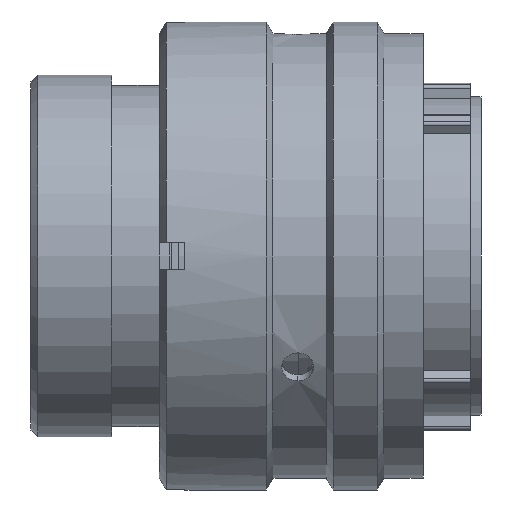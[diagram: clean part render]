
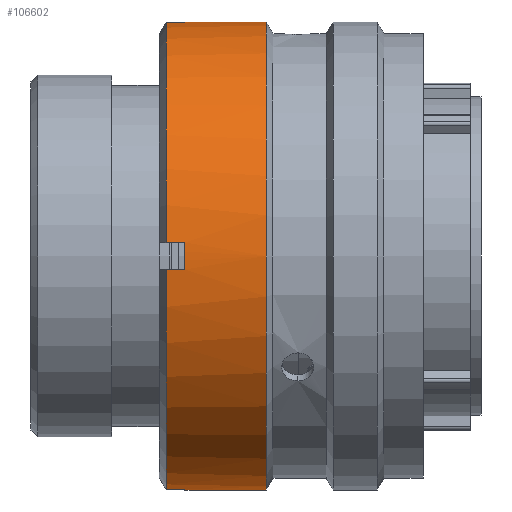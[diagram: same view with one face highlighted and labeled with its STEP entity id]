
A CAD part, front view. The second image highlights one B-rep face of the part: STEP entity #106602.
In plain terms, the highlighted cylindrical face has radius 17.35 mm (diameter 34.7 mm), a partial arc.
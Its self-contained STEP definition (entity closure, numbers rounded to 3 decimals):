
#705 = CARTESIAN_POINT ( 'NONE',  ( 10.02, -17.321, 1. ) ) ;
#820 = CARTESIAN_POINT ( 'NONE',  ( 11.42, 0., -17.35 ) ) ;
#1056 = CARTESIAN_POINT ( 'NONE',  ( 10.02, 0., 0. ) ) ;
#1855 = AXIS2_PLACEMENT_3D ( 'NONE', #38589, #13377, #72218 ) ;
#2846 = CARTESIAN_POINT ( 'NONE',  ( 10.02, 0., 0. ) ) ;
#2849 = CARTESIAN_POINT ( 'NONE',  ( 11.42, -1., 17.321 ) ) ;
#3250 = AXIS2_PLACEMENT_3D ( 'NONE', #2846, #61710, #97039 ) ;
#4059 = EDGE_CURVE ( 'NONE', #24356, #106337, #103860, .T. ) ;
#4448 = CARTESIAN_POINT ( 'NONE',  ( 10.02, -1., 17.321 ) ) ;
#6658 = VERTEX_POINT ( 'NONE', #4448 ) ;
#7167 = CARTESIAN_POINT ( 'NONE',  ( 11.42, 0., 0. ) ) ;
#7662 = ORIENTED_EDGE ( 'NONE', *, *, #45622, .T. ) ;
#7886 = AXIS2_PLACEMENT_3D ( 'NONE', #7167, #67544, #15819 ) ;
#8377 = CARTESIAN_POINT ( 'NONE',  ( 17.44, 0., 0. ) ) ;
#9173 = VERTEX_POINT ( 'NONE', #705 ) ;
#13377 = DIRECTION ( 'NONE',  ( 1., 0., 0. ) ) ;
#13971 = VERTEX_POINT ( 'NONE', #109953 ) ;
#15745 = DIRECTION ( 'NONE',  ( 1., 0., 0. ) ) ;
#15819 = DIRECTION ( 'NONE',  ( 0., 0., 1. ) ) ;
#16543 = DIRECTION ( 'NONE',  ( -1., 0., 0. ) ) ;
#17001 = DIRECTION ( 'NONE',  ( 0., 0., -1. ) ) ;
#18059 = VECTOR ( 'NONE', #57771, 1000. ) ;
#19225 = ORIENTED_EDGE ( 'NONE', *, *, #99134, .T. ) ;
#21647 = EDGE_CURVE ( 'NONE', #9173, #101467, #103026, .T. ) ;
#24133 = ORIENTED_EDGE ( 'NONE', *, *, #60288, .F. ) ;
#24356 = VERTEX_POINT ( 'NONE', #820 ) ;
#24408 = ORIENTED_EDGE ( 'NONE', *, *, #100388, .T. ) ;
#24613 = LINE ( 'NONE', #24866, #106905 ) ;
#24866 = CARTESIAN_POINT ( 'NONE',  ( 29.07, -17.321, -1. ) ) ;
#24961 = DIRECTION ( 'NONE',  ( 1., 0., 0. ) ) ;
#24962 = VERTEX_POINT ( 'NONE', #54986 ) ;
#26046 = EDGE_CURVE ( 'NONE', #54387, #32262, #85072, .T. ) ;
#27121 = ORIENTED_EDGE ( 'NONE', *, *, #40933, .T. ) ;
#28244 = CIRCLE ( 'NONE', #95029, 17.35 ) ;
#31337 = DIRECTION ( 'NONE',  ( 0., 0., 1. ) ) ;
#32262 = VERTEX_POINT ( 'NONE', #2849 ) ;
#32940 = CARTESIAN_POINT ( 'NONE',  ( 11.42, -1., -17.321 ) ) ;
#33812 = EDGE_LOOP ( 'NONE', ( #24133, #107753, #99666, #24408, #65925, #111221, #97598, #7662, #27121, #19225, #70515, #97647 ) ) ;
#35178 = CARTESIAN_POINT ( 'NONE',  ( 29.07, 0., -17.35 ) ) ;
#35360 = EDGE_CURVE ( 'NONE', #32262, #6658, #100151, .T. ) ;
#36528 = FACE_OUTER_BOUND ( 'NONE', #33812, .T. ) ;
#37634 = CARTESIAN_POINT ( 'NONE',  ( 17.44, 0., -17.35 ) ) ;
#38015 = VERTEX_POINT ( 'NONE', #76454 ) ;
#38589 = CARTESIAN_POINT ( 'NONE',  ( 11.42, 0., 0. ) ) ;
#39610 = DIRECTION ( 'NONE',  ( 1., 0., 0. ) ) ;
#40016 = CARTESIAN_POINT ( 'NONE',  ( 11.42, 0., 0. ) ) ;
#40933 = EDGE_CURVE ( 'NONE', #24962, #47376, #91938, .T. ) ;
#43531 = CIRCLE ( 'NONE', #74499, 17.35 ) ;
#45622 = EDGE_CURVE ( 'NONE', #80154, #24962, #28244, .T. ) ;
#45804 = CIRCLE ( 'NONE', #3250, 17.35 ) ;
#47376 = VERTEX_POINT ( 'NONE', #32940 ) ;
#50139 = VECTOR ( 'NONE', #15745, 1000. ) ;
#50206 = CARTESIAN_POINT ( 'NONE',  ( 29.07, -17.321, 1. ) ) ;
#50341 = VECTOR ( 'NONE', #16543, 1000. ) ;
#54387 = VERTEX_POINT ( 'NONE', #110194 ) ;
#54986 = CARTESIAN_POINT ( 'NONE',  ( 10.02, -1., -17.321 ) ) ;
#57771 = DIRECTION ( 'NONE',  ( 1., 0., 0. ) ) ;
#60288 = EDGE_CURVE ( 'NONE', #54387, #38015, #100387, .T. ) ;
#61579 = CARTESIAN_POINT ( 'NONE',  ( 10.02, -17.321, -1. ) ) ;
#61710 = DIRECTION ( 'NONE',  ( 1., 0., 0. ) ) ;
#62092 = VECTOR ( 'NONE', #103847, 1000. ) ;
#65809 = CARTESIAN_POINT ( 'NONE',  ( 29.07, 0., 17.35 ) ) ;
#65925 = ORIENTED_EDGE ( 'NONE', *, *, #21647, .T. ) ;
#67544 = DIRECTION ( 'NONE',  ( 1., 0., 0. ) ) ;
#70515 = ORIENTED_EDGE ( 'NONE', *, *, #4059, .T. ) ;
#72218 = DIRECTION ( 'NONE',  ( 0., 0., 1. ) ) ;
#74499 = AXIS2_PLACEMENT_3D ( 'NONE', #40016, #39610, #31337 ) ;
#75765 = CARTESIAN_POINT ( 'NONE',  ( 29.07, -1., 17.321 ) ) ;
#76454 = CARTESIAN_POINT ( 'NONE',  ( 17.44, 0., 17.35 ) ) ;
#80154 = VERTEX_POINT ( 'NONE', #61579 ) ;
#81328 = CARTESIAN_POINT ( 'NONE',  ( 29.07, -1., -17.321 ) ) ;
#85072 = CIRCLE ( 'NONE', #7886, 17.35 ) ;
#85198 = DIRECTION ( 'NONE',  ( -1., 0., 0. ) ) ;
#86678 = EDGE_CURVE ( 'NONE', #38015, #106337, #98454, .T. ) ;
#87315 = DIRECTION ( 'NONE',  ( 0., 0., -1. ) ) ;
#88695 = AXIS2_PLACEMENT_3D ( 'NONE', #8377, #24961, #17001 ) ;
#91938 = LINE ( 'NONE', #81328, #50139 ) ;
#92685 = DIRECTION ( 'NONE',  ( 1., 0., 0. ) ) ;
#95029 = AXIS2_PLACEMENT_3D ( 'NONE', #1056, #105379, #87315 ) ;
#96882 = CIRCLE ( 'NONE', #1855, 17.35 ) ;
#97039 = DIRECTION ( 'NONE',  ( 0., 0., -1. ) ) ;
#97598 = ORIENTED_EDGE ( 'NONE', *, *, #108674, .T. ) ;
#97647 = ORIENTED_EDGE ( 'NONE', *, *, #86678, .F. ) ;
#98454 = CIRCLE ( 'NONE', #88695, 17.35 ) ;
#99134 = EDGE_CURVE ( 'NONE', #47376, #24356, #43531, .T. ) ;
#99224 = CARTESIAN_POINT ( 'NONE',  ( 11.42, -17.321, 1. ) ) ;
#99464 = AXIS2_PLACEMENT_3D ( 'NONE', #109593, #92685, #100232 ) ;
#99666 = ORIENTED_EDGE ( 'NONE', *, *, #35360, .T. ) ;
#100151 = LINE ( 'NONE', #75765, #50341 ) ;
#100232 = DIRECTION ( 'NONE',  ( 0., 0., -1. ) ) ;
#100387 = LINE ( 'NONE', #65809, #111148 ) ;
#100388 = EDGE_CURVE ( 'NONE', #6658, #9173, #45804, .T. ) ;
#101467 = VERTEX_POINT ( 'NONE', #99224 ) ;
#103026 = LINE ( 'NONE', #50206, #18059 ) ;
#103847 = DIRECTION ( 'NONE',  ( 1., 0., 0. ) ) ;
#103860 = LINE ( 'NONE', #35178, #62092 ) ;
#105379 = DIRECTION ( 'NONE',  ( 1., 0., 0. ) ) ;
#106337 = VERTEX_POINT ( 'NONE', #37634 ) ;
#106602 = ADVANCED_FACE ( 'NONE', ( #36528 ), #108062, .T. ) ;
#106905 = VECTOR ( 'NONE', #85198, 1000. ) ;
#107753 = ORIENTED_EDGE ( 'NONE', *, *, #26046, .T. ) ;
#107979 = DIRECTION ( 'NONE',  ( 1., 0., 0. ) ) ;
#108062 = CYLINDRICAL_SURFACE ( 'NONE', #99464, 17.35 ) ;
#108674 = EDGE_CURVE ( 'NONE', #13971, #80154, #24613, .T. ) ;
#109593 = CARTESIAN_POINT ( 'NONE',  ( 29.07, 0., 0. ) ) ;
#109953 = CARTESIAN_POINT ( 'NONE',  ( 11.42, -17.321, -1. ) ) ;
#110194 = CARTESIAN_POINT ( 'NONE',  ( 11.42, 0., 17.35 ) ) ;
#110346 = EDGE_CURVE ( 'NONE', #101467, #13971, #96882, .T. ) ;
#111148 = VECTOR ( 'NONE', #107979, 1000. ) ;
#111221 = ORIENTED_EDGE ( 'NONE', *, *, #110346, .T. ) ;
